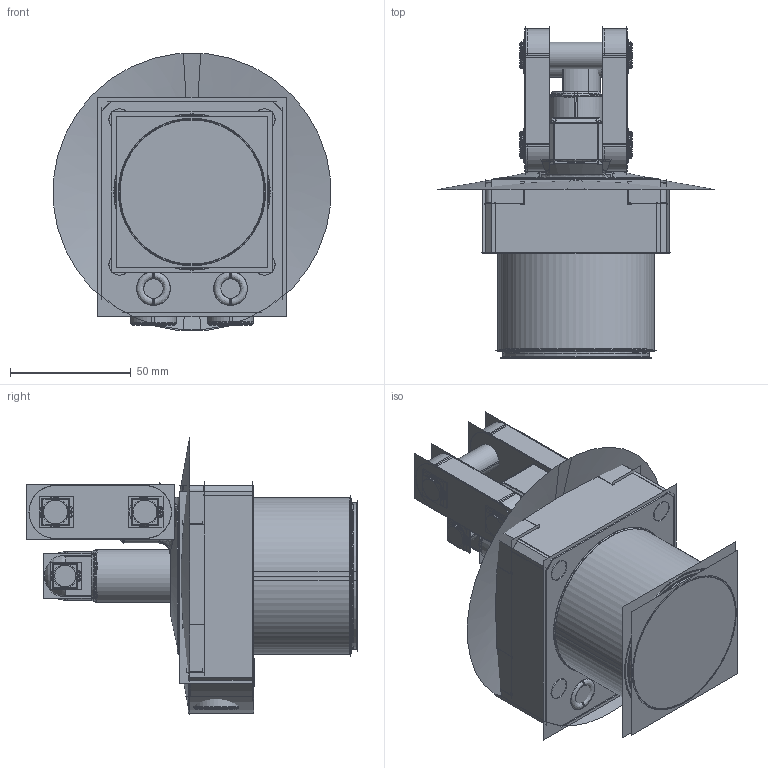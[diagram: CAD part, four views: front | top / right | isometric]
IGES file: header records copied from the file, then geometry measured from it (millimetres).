
Start section:  PTC IGES file: ilcml1605000_asm.igs
Global section: file name: ilcml1605000_asm.igs; native system: Pro/ENGINEER by Parametric Technology Corporation; preprocessor: 2007460; author: QAM; organization: Unknown; date: 20130710.150259; units: millimetre
Bounding box: 114.84 x 137.41 x 115.04 mm (x, y, z)
Surface area: 161120.5 mm2 (no closed solid volume)
Topology: 0 solids, 0 shells, 774 faces, 10764 edges, 14158 vertices
Faces by surface type: revolution 488, bspline 286
